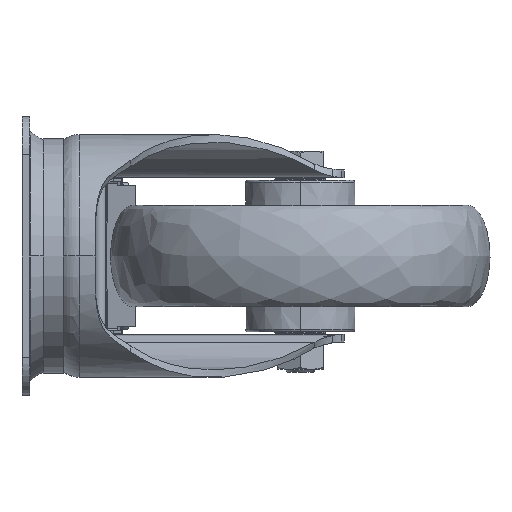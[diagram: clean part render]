
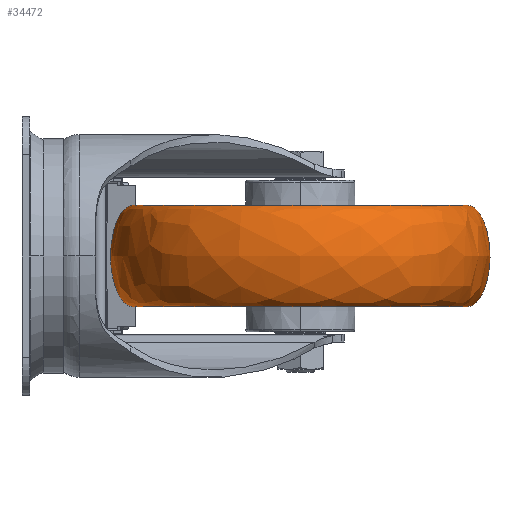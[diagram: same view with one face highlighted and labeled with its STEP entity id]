
A CAD part, left-side view. The second image highlights one B-rep face of the part: STEP entity #34472.
In plain terms, the highlighted free-form (B-spline) face has degree [3, 3] with [4, 4] control points.
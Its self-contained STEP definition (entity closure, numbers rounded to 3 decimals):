
#3124 = DIRECTION ( 'NONE',  ( 0., 0., 1. ) ) ;
#3976 = CIRCLE ( 'NONE', #44326, 66. ) ;
#6714 = CARTESIAN_POINT ( 'NONE',  ( -78., -44., 101.468 ) ) ;
#6720 = VERTEX_POINT ( 'NONE', #8161 ) ;
#8161 = CARTESIAN_POINT ( 'NONE',  ( 54., -44., 101.468 ) ) ;
#10102 = CARTESIAN_POINT ( 'NONE',  ( -114., -26., 101.468 ) ) ;
#11938 = CARTESIAN_POINT ( 'NONE',  ( 54., -44., 101.468 ) ) ;
#13024 = CARTESIAN_POINT ( 'NONE',  ( 54., -176., 101.468 ) ) ;
#13107 = EDGE_CURVE ( 'NONE', #61284, #63039, #30141, .T. ) ;
#16371 = CARTESIAN_POINT ( 'NONE',  ( 54., -176., 61.468 ) ) ;
#16804 = CARTESIAN_POINT ( 'NONE',  ( 54., -194., 101.468 ) ) ;
#17786 = CARTESIAN_POINT ( 'NONE',  ( 54., -26., 101.468 ) ) ;
#18232 = CARTESIAN_POINT ( 'NONE',  ( -78., -176., 101.468 ) ) ;
#21196 = CARTESIAN_POINT ( 'NONE',  ( 54., -26., 61.468 ) ) ;
#21966 = CARTESIAN_POINT ( 'NONE',  ( 54., -44., 61.468 ) ) ;
#23163 = ORIENTED_EDGE ( 'NONE', *, *, #48580, .F. ) ;
#24568 = DIRECTION ( 'NONE',  ( 0., -1., 0. ) ) ;
#24712 = EDGE_CURVE ( 'NONE', #47309, #61284, #29531, .T. ) ;
#25767 =( BOUNDED_CURVE ( )  B_SPLINE_CURVE ( 3, ( #30018, #68577, #17786, #63052 ),
 .UNSPECIFIED., .F., .F. ) 
 B_SPLINE_CURVE_WITH_KNOTS ( ( 4, 4 ),
 ( 0., 3.142 ),
 .UNSPECIFIED. ) 
 CURVE ( )  GEOMETRIC_REPRESENTATION_ITEM ( )  RATIONAL_B_SPLINE_CURVE ( ( 1., 0.333, 0.333, 1. ) ) 
 REPRESENTATION_ITEM ( '' )  );
#29531 = CIRCLE ( 'NONE', #63920, 66. ) ;
#30018 = CARTESIAN_POINT ( 'NONE',  ( 54., -44., 61.468 ) ) ;
#30141 =( BOUNDED_CURVE ( )  B_SPLINE_CURVE ( 3, ( #61325, #56158, #16804, #61696 ),
 .UNSPECIFIED., .F., .F. ) 
 B_SPLINE_CURVE_WITH_KNOTS ( ( 4, 4 ),
 ( 0., 3.142 ),
 .UNSPECIFIED. ) 
 CURVE ( )  GEOMETRIC_REPRESENTATION_ITEM ( )  RATIONAL_B_SPLINE_CURVE ( ( 1., 0.333, 0.333, 1. ) ) 
 REPRESENTATION_ITEM ( '' )  );
#33124 = EDGE_LOOP ( 'NONE', ( #23163, #37046, #35070, #50242 ) ) ;
#34472 = ADVANCED_FACE ( 'NONE', ( #45001 ), #65640, .F. ) ;
#34828 = CARTESIAN_POINT ( 'NONE',  ( 54., -176., 101.468 ) ) ;
#35070 = ORIENTED_EDGE ( 'NONE', *, *, #13107, .T. ) ;
#35739 = DIRECTION ( 'NONE',  ( 0., 0., 1. ) ) ;
#37046 = ORIENTED_EDGE ( 'NONE', *, *, #24712, .T. ) ;
#40779 = CARTESIAN_POINT ( 'NONE',  ( 54., -110., 61.468 ) ) ;
#42476 = DIRECTION ( 'NONE',  ( 0., -1., 0. ) ) ;
#43894 = CARTESIAN_POINT ( 'NONE',  ( -114., -194., 61.468 ) ) ;
#44272 = CARTESIAN_POINT ( 'NONE',  ( -78., -44., 61.468 ) ) ;
#44326 = AXIS2_PLACEMENT_3D ( 'NONE', #69444, #35739, #24568 ) ;
#45001 = FACE_OUTER_BOUND ( 'NONE', #33124, .T. ) ;
#47309 = VERTEX_POINT ( 'NONE', #50310 ) ;
#48580 = EDGE_CURVE ( 'NONE', #47309, #6720, #25767, .T. ) ;
#50242 = ORIENTED_EDGE ( 'NONE', *, *, #59071, .F. ) ;
#50310 = CARTESIAN_POINT ( 'NONE',  ( 54., -44., 61.468 ) ) ;
#50521 = CARTESIAN_POINT ( 'NONE',  ( -78., -176., 61.468 ) ) ;
#55330 = CARTESIAN_POINT ( 'NONE',  ( -114., -194., 101.468 ) ) ;
#56158 = CARTESIAN_POINT ( 'NONE',  ( 54., -194., 61.468 ) ) ;
#59071 = EDGE_CURVE ( 'NONE', #6720, #63039, #3976, .T. ) ;
#60917 = CARTESIAN_POINT ( 'NONE',  ( 54., -194., 61.468 ) ) ;
#61284 = VERTEX_POINT ( 'NONE', #65540 ) ;
#61325 = CARTESIAN_POINT ( 'NONE',  ( 54., -176., 61.468 ) ) ;
#61696 = CARTESIAN_POINT ( 'NONE',  ( 54., -176., 101.468 ) ) ;
#62019 = CARTESIAN_POINT ( 'NONE',  ( -114., -26., 61.468 ) ) ;
#63039 = VERTEX_POINT ( 'NONE', #34828 ) ;
#63052 = CARTESIAN_POINT ( 'NONE',  ( 54., -44., 101.468 ) ) ;
#63920 = AXIS2_PLACEMENT_3D ( 'NONE', #40779, #3124, #42476 ) ;
#65540 = CARTESIAN_POINT ( 'NONE',  ( 54., -176., 61.468 ) ) ;
#65640 =( BOUNDED_SURFACE ( )  B_SPLINE_SURFACE ( 3, 3, ( 
 ( #21966, #44272, #50521, #16371 ),
 ( #21196, #62019, #43894, #60917 ),
 ( #66439, #10102, #55330, #66829 ),
 ( #11938, #6714, #18232, #13024 ) ),
 .UNSPECIFIED., .F., .F., .F. ) 
 B_SPLINE_SURFACE_WITH_KNOTS ( ( 4, 4 ),
 ( 4, 4 ),
 ( 0., 1. ),
 ( 0., 1. ),
 .UNSPECIFIED. ) 
 GEOMETRIC_REPRESENTATION_ITEM ( )  RATIONAL_B_SPLINE_SURFACE ( (
 ( 1., 0.333, 0.333, 1.),
 ( 0.333, 0.111, 0.111, 0.333),
 ( 0.333, 0.111, 0.111, 0.333),
 ( 1., 0.333, 0.333, 1.) ) ) 
 REPRESENTATION_ITEM ( '' )  SURFACE ( )  );
#66439 = CARTESIAN_POINT ( 'NONE',  ( 54., -26., 101.468 ) ) ;
#66829 = CARTESIAN_POINT ( 'NONE',  ( 54., -194., 101.468 ) ) ;
#68577 = CARTESIAN_POINT ( 'NONE',  ( 54., -26., 61.468 ) ) ;
#69444 = CARTESIAN_POINT ( 'NONE',  ( 54., -110., 101.468 ) ) ;
